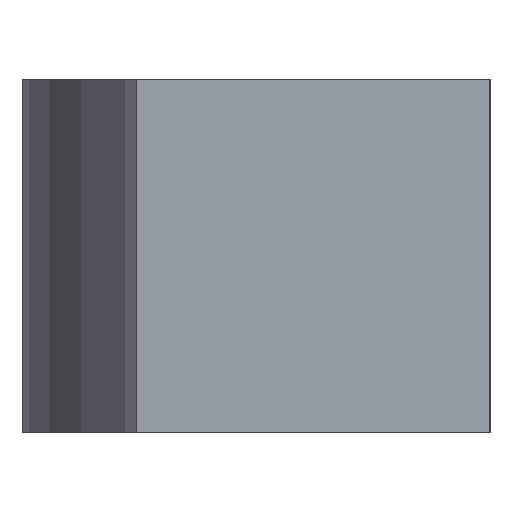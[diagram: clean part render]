
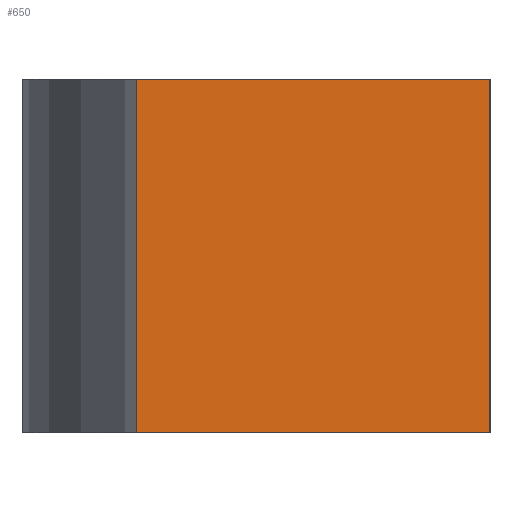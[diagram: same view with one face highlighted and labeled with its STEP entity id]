
A CAD part, left-side view. The second image highlights one B-rep face of the part: STEP entity #650.
In plain terms, the highlighted planar face has unit normal (-1, 0, 0).
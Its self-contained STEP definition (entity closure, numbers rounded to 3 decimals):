
#187 = VERTEX_POINT('',#188);
#188 = CARTESIAN_POINT('',(-87.,0.,0.));
#194 = EDGE_CURVE('',#187,#195,#197,.T.);
#195 = VERTEX_POINT('',#196);
#196 = CARTESIAN_POINT('',(-87.,20.,0.));
#197 = LINE('',#198,#199);
#198 = CARTESIAN_POINT('',(-87.,0.,0.));
#199 = VECTOR('',#200,1.);
#200 = DIRECTION('',(0.,1.,0.));
#341 = VERTEX_POINT('',#342);
#342 = CARTESIAN_POINT('',(-87.,0.,20.));
#348 = EDGE_CURVE('',#341,#349,#351,.T.);
#349 = VERTEX_POINT('',#350);
#350 = CARTESIAN_POINT('',(-87.,20.,20.));
#351 = LINE('',#352,#353);
#352 = CARTESIAN_POINT('',(-87.,0.,20.));
#353 = VECTOR('',#354,1.);
#354 = DIRECTION('',(0.,1.,0.));
#628 = EDGE_CURVE('',#187,#341,#629,.T.);
#629 = LINE('',#630,#631);
#630 = CARTESIAN_POINT('',(-87.,0.,0.));
#631 = VECTOR('',#632,1.);
#632 = DIRECTION('',(0.,0.,1.));
#650 = ADVANCED_FACE('',(#651),#662,.T.);
#651 = FACE_BOUND('',#652,.T.);
#652 = EDGE_LOOP('',(#653,#654,#655,#661));
#653 = ORIENTED_EDGE('',*,*,#628,.T.);
#654 = ORIENTED_EDGE('',*,*,#348,.T.);
#655 = ORIENTED_EDGE('',*,*,#656,.F.);
#656 = EDGE_CURVE('',#195,#349,#657,.T.);
#657 = LINE('',#658,#659);
#658 = CARTESIAN_POINT('',(-87.,20.,0.));
#659 = VECTOR('',#660,1.);
#660 = DIRECTION('',(0.,0.,1.));
#661 = ORIENTED_EDGE('',*,*,#194,.F.);
#662 = PLANE('',#663);
#663 = AXIS2_PLACEMENT_3D('',#664,#665,#666);
#664 = CARTESIAN_POINT('',(-87.,0.,0.));
#665 = DIRECTION('',(-1.,0.,0.));
#666 = DIRECTION('',(0.,1.,0.));
